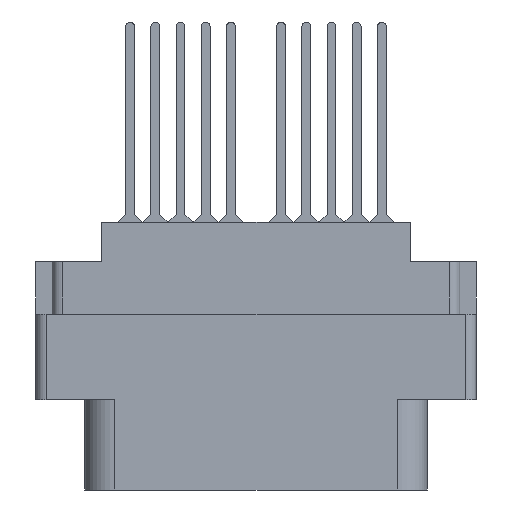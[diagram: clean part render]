
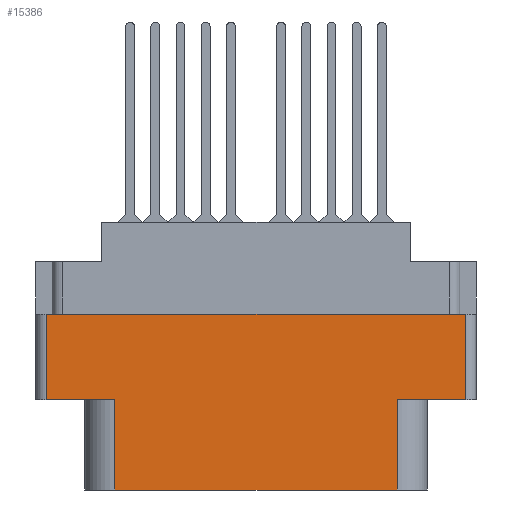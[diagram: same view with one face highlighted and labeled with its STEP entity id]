
A CAD part, front view. The second image highlights one B-rep face of the part: STEP entity #15386.
In plain terms, the highlighted planar face has unit normal (0, -1, 0).
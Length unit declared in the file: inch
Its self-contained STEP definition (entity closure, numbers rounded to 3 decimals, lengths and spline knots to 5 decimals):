
#666 = EDGE_CURVE ( 'NONE', #15132, #22832, #12233, .T. ) ;
#810 = CARTESIAN_POINT ( 'NONE',  ( -0.624, -0.343, -0.529 ) ) ;
#1041 = VECTOR ( 'NONE', #10472, 39.37008 ) ;
#1129 = PLANE ( 'NONE',  #17677 ) ;
#1200 = VECTOR ( 'NONE', #2128, 39.37008 ) ;
#1414 = VERTEX_POINT ( 'NONE', #1416 ) ;
#1416 = CARTESIAN_POINT ( 'NONE',  ( -0.42052, -0.343, -0.529 ) ) ;
#1900 = LINE ( 'NONE', #23004, #7395 ) ;
#2036 = VECTOR ( 'NONE', #22933, 39.37008 ) ;
#2100 = DIRECTION ( 'NONE',  ( 1., 0., 0. ) ) ;
#2128 = DIRECTION ( 'NONE',  ( 0., 0., 1. ) ) ;
#2253 = CARTESIAN_POINT ( 'NONE',  ( -0.624, -0.343, -0.798 ) ) ;
#2368 = EDGE_CURVE ( 'NONE', #17149, #22832, #9282, .T. ) ;
#4087 = VERTEX_POINT ( 'NONE', #20643 ) ;
#4589 = CARTESIAN_POINT ( 'NONE',  ( 0., -0.343, -0.529 ) ) ;
#4637 = ORIENTED_EDGE ( 'NONE', *, *, #9193, .T. ) ;
#4819 = CARTESIAN_POINT ( 'NONE',  ( -0.42052, -0.343, -0.798 ) ) ;
#5568 = EDGE_CURVE ( 'NONE', #4087, #15132, #12032, .T. ) ;
#5676 = ORIENTED_EDGE ( 'NONE', *, *, #666, .T. ) ;
#5777 = CARTESIAN_POINT ( 'NONE',  ( 0.624, -0.343, -0.798 ) ) ;
#6699 = CARTESIAN_POINT ( 'NONE',  ( 0., -0.343, -0.529 ) ) ;
#6727 = LINE ( 'NONE', #5777, #1200 ) ;
#7220 = CARTESIAN_POINT ( 'NONE',  ( 0.624, -0.343, -0.274 ) ) ;
#7284 = VERTEX_POINT ( 'NONE', #21544 ) ;
#7395 = VECTOR ( 'NONE', #11908, 39.37008 ) ;
#9193 = EDGE_CURVE ( 'NONE', #17149, #17599, #6727, .T. ) ;
#9282 = LINE ( 'NONE', #4589, #18525 ) ;
#9802 = DIRECTION ( 'NONE',  ( 0., 0., -1. ) ) ;
#10034 = ORIENTED_EDGE ( 'NONE', *, *, #10094, .T. ) ;
#10094 = EDGE_CURVE ( 'NONE', #1414, #4087, #10120, .T. ) ;
#10120 = LINE ( 'NONE', #4819, #2036 ) ;
#10252 = VECTOR ( 'NONE', #9802, 39.37008 ) ;
#10472 = DIRECTION ( 'NONE',  ( 1., 0., 0. ) ) ;
#10521 = CARTESIAN_POINT ( 'NONE',  ( 0.42052, -0.343, -0.529 ) ) ;
#10748 = ORIENTED_EDGE ( 'NONE', *, *, #5568, .T. ) ;
#11908 = DIRECTION ( 'NONE',  ( 1., 0., 0. ) ) ;
#11912 = CARTESIAN_POINT ( 'NONE',  ( 0.42052, -0.343, -0.529 ) ) ;
#12032 = LINE ( 'NONE', #18955, #20949 ) ;
#12233 = LINE ( 'NONE', #11912, #20848 ) ;
#12307 = LINE ( 'NONE', #2253, #10252 ) ;
#12602 = DIRECTION ( 'NONE',  ( 0., -1., 0. ) ) ;
#14204 = FACE_OUTER_BOUND ( 'NONE', #20064, .T. ) ;
#14307 = LINE ( 'NONE', #6699, #1041 ) ;
#14518 = CARTESIAN_POINT ( 'NONE',  ( 0.42052, -0.343, -0.798 ) ) ;
#15132 = VERTEX_POINT ( 'NONE', #14518 ) ;
#15386 = ADVANCED_FACE ( 'NONE', ( #14204 ), #1129, .T. ) ;
#15616 = DIRECTION ( 'NONE',  ( 0., 0., 1. ) ) ;
#17149 = VERTEX_POINT ( 'NONE', #21207 ) ;
#17175 = DIRECTION ( 'NONE',  ( -1., 0., 0. ) ) ;
#17599 = VERTEX_POINT ( 'NONE', #7220 ) ;
#17677 = AXIS2_PLACEMENT_3D ( 'NONE', #19372, #12602, #23443 ) ;
#17710 = ORIENTED_EDGE ( 'NONE', *, *, #20565, .F. ) ;
#18525 = VECTOR ( 'NONE', #17175, 39.37008 ) ;
#18955 = CARTESIAN_POINT ( 'NONE',  ( -0.656, -0.343, -0.798 ) ) ;
#18987 = VERTEX_POINT ( 'NONE', #810 ) ;
#19372 = CARTESIAN_POINT ( 'NONE',  ( -0.656, -0.343, -0.798 ) ) ;
#20041 = EDGE_CURVE ( 'NONE', #18987, #1414, #14307, .T. ) ;
#20064 = EDGE_LOOP ( 'NONE', ( #17710, #21376, #21777, #10034, #10748, #5676, #22117, #4637 ) ) ;
#20424 = EDGE_CURVE ( 'NONE', #7284, #18987, #12307, .T. ) ;
#20565 = EDGE_CURVE ( 'NONE', #7284, #17599, #1900, .T. ) ;
#20643 = CARTESIAN_POINT ( 'NONE',  ( -0.42052, -0.343, -0.798 ) ) ;
#20848 = VECTOR ( 'NONE', #15616, 39.37008 ) ;
#20949 = VECTOR ( 'NONE', #2100, 39.37008 ) ;
#21207 = CARTESIAN_POINT ( 'NONE',  ( 0.624, -0.343, -0.529 ) ) ;
#21376 = ORIENTED_EDGE ( 'NONE', *, *, #20424, .T. ) ;
#21544 = CARTESIAN_POINT ( 'NONE',  ( -0.624, -0.343, -0.274 ) ) ;
#21777 = ORIENTED_EDGE ( 'NONE', *, *, #20041, .T. ) ;
#22117 = ORIENTED_EDGE ( 'NONE', *, *, #2368, .F. ) ;
#22832 = VERTEX_POINT ( 'NONE', #10521 ) ;
#22933 = DIRECTION ( 'NONE',  ( 0., 0., -1. ) ) ;
#23004 = CARTESIAN_POINT ( 'NONE',  ( 0., -0.343, -0.274 ) ) ;
#23443 = DIRECTION ( 'NONE',  ( 0., 0., -1. ) ) ;
